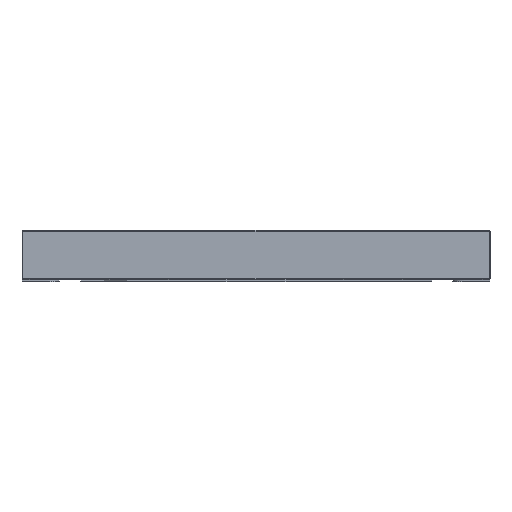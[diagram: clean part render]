
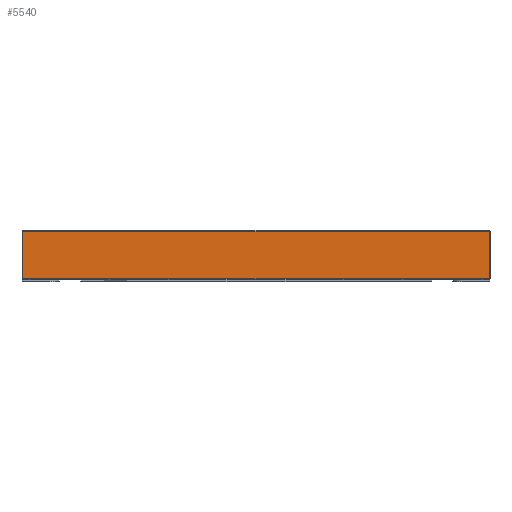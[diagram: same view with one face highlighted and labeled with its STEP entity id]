
A CAD part, left-side view. The second image highlights one B-rep face of the part: STEP entity #5540.
In plain terms, the highlighted planar face has unit normal (-1, 0, 0).
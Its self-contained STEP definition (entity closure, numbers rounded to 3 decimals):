
#321 = EDGE_CURVE ( 'NONE', #1645, #2376, #8225, .T. ) ;
#873 = DIRECTION ( 'NONE',  ( 0., -1., 0. ) ) ;
#1236 = EDGE_LOOP ( 'NONE', ( #6818, #2857, #7744, #12018 ) ) ;
#1645 = VERTEX_POINT ( 'NONE', #3586 ) ;
#1674 = VECTOR ( 'NONE', #873, 1000. ) ;
#1985 = DIRECTION ( 'NONE',  ( 0., 0., 1. ) ) ;
#2376 = VERTEX_POINT ( 'NONE', #6127 ) ;
#2804 = VECTOR ( 'NONE', #1985, 1000. ) ;
#2857 = ORIENTED_EDGE ( 'NONE', *, *, #4373, .F. ) ;
#3190 = DIRECTION ( 'NONE',  ( 0., 0., -1. ) ) ;
#3340 = LINE ( 'NONE', #11252, #2804 ) ;
#3586 = CARTESIAN_POINT ( 'NONE',  ( -2.5, -2.49, 0.03 ) ) ;
#3802 = PLANE ( 'NONE',  #7222 ) ;
#4306 = DIRECTION ( 'NONE',  ( 0., 1., 0. ) ) ;
#4373 = EDGE_CURVE ( 'NONE', #6386, #1645, #10080, .T. ) ;
#4835 = CARTESIAN_POINT ( 'NONE',  ( -2.5, -2.5, 0.55 ) ) ;
#5540 = ADVANCED_FACE ( 'NONE', ( #8694 ), #3802, .F. ) ;
#5654 = CARTESIAN_POINT ( 'NONE',  ( -2.5, 0., 0.54 ) ) ;
#5840 = EDGE_CURVE ( 'NONE', #8621, #6386, #7597, .T. ) ;
#6127 = CARTESIAN_POINT ( 'NONE',  ( -2.5, 2.49, 0.03 ) ) ;
#6386 = VERTEX_POINT ( 'NONE', #12212 ) ;
#6818 = ORIENTED_EDGE ( 'NONE', *, *, #321, .F. ) ;
#7222 = AXIS2_PLACEMENT_3D ( 'NONE', #4835, #8569, #10694 ) ;
#7597 = LINE ( 'NONE', #5654, #1674 ) ;
#7645 = VECTOR ( 'NONE', #3190, 1000. ) ;
#7744 = ORIENTED_EDGE ( 'NONE', *, *, #5840, .F. ) ;
#7917 = CARTESIAN_POINT ( 'NONE',  ( -2.5, -2.5, 0.03 ) ) ;
#8225 = LINE ( 'NONE', #7917, #10838 ) ;
#8569 = DIRECTION ( 'NONE',  ( 1., 0., 0. ) ) ;
#8621 = VERTEX_POINT ( 'NONE', #9137 ) ;
#8694 = FACE_OUTER_BOUND ( 'NONE', #1236, .T. ) ;
#9052 = CARTESIAN_POINT ( 'NONE',  ( -2.5, -2.49, 0.55 ) ) ;
#9137 = CARTESIAN_POINT ( 'NONE',  ( -2.5, 2.49, 0.54 ) ) ;
#10080 = LINE ( 'NONE', #9052, #7645 ) ;
#10409 = EDGE_CURVE ( 'NONE', #2376, #8621, #3340, .T. ) ;
#10694 = DIRECTION ( 'NONE',  ( 0., 0., -1. ) ) ;
#10838 = VECTOR ( 'NONE', #4306, 1000. ) ;
#11252 = CARTESIAN_POINT ( 'NONE',  ( -2.5, 2.49, 0.55 ) ) ;
#12018 = ORIENTED_EDGE ( 'NONE', *, *, #10409, .F. ) ;
#12212 = CARTESIAN_POINT ( 'NONE',  ( -2.5, -2.49, 0.54 ) ) ;
